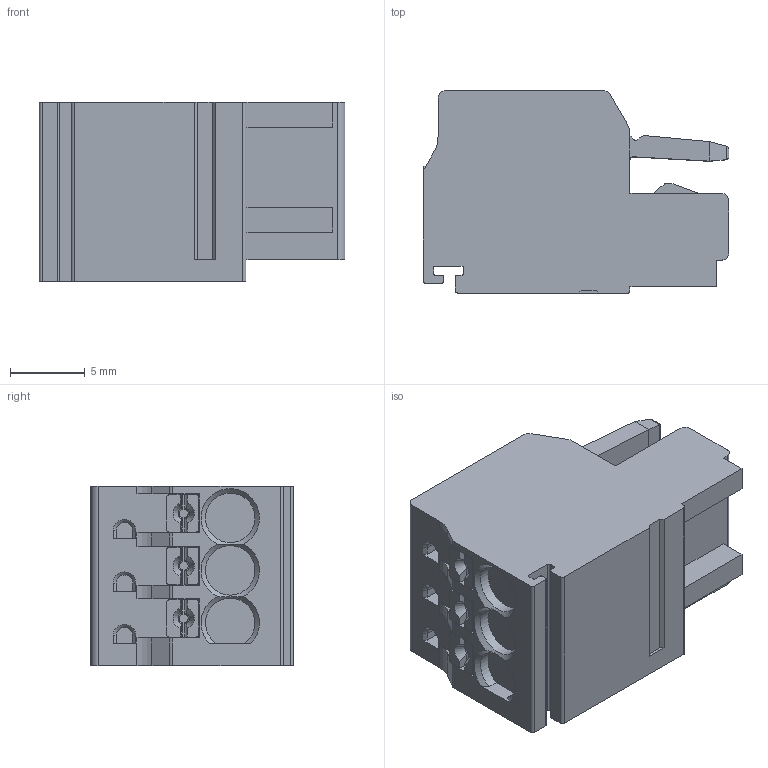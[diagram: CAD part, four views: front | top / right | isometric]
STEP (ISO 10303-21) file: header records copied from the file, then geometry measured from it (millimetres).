
FILE_DESCRIPTION(/* description */ ('STEP AP214'),/* implementation_level */ '2;1');
FILE_NAME(/* name */ '2734-103',/* time_stamp */ '2024-11-11T13:56:27+01:00',/* author */ ('License CC BY-ND 4.0'),/* organization */ ('CADENAS'),/* preprocessor_version */ 'ST-DEVELOPER v19.3',/* originating_system */ 'PARTsolutions',/* authorisation */ ' ');
FILE_SCHEMA (('AUTOMOTIVE_DESIGN {1 0 10303 214 3 1 1}'));
Length unit declared in the file: millimetre
Products named in the file (1): 2734-103
Bounding box: 20.4 x 13.5 x 11.95 mm (x, y, z)
Volume: 2439.5 mm3; surface area: 1652.4 mm2
Topology: 1 solids, 1 shells, 307 faces, 832 edges, 545 vertices
Faces by surface type: plane 187, cylinder 96, cone 18, torus 6
Full cylindrical faces by diameter (mm): 1.3 x3, 3.3 x2
Entity records: 11773 total; most frequent: CARTESIAN_POINT 1793, ORIENTED_EDGE 1640, DIRECTION 1608, EDGE_CURVE 820, LINE 568, VECTOR 568, VERTEX_POINT 543, AXIS2_PLACEMENT_3D 520
